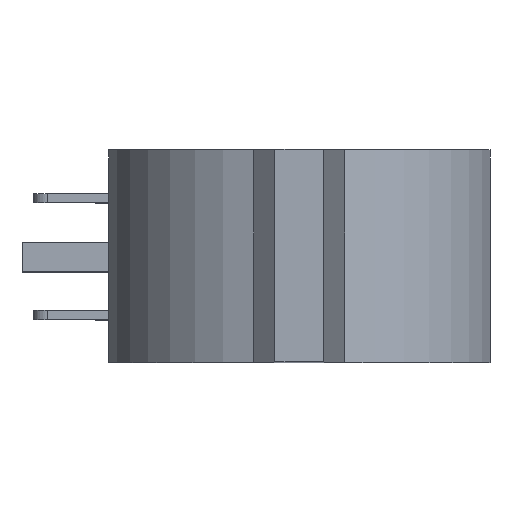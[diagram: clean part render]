
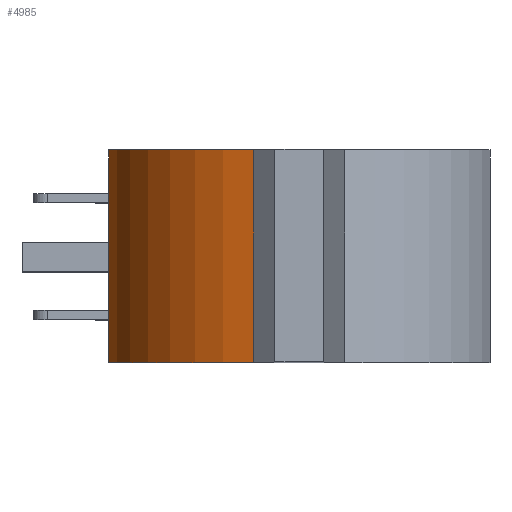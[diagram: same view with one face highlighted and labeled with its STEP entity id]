
A CAD part, top view. The second image highlights one B-rep face of the part: STEP entity #4985.
In plain terms, the highlighted cylindrical face has radius 8.43 mm (diameter 16.86 mm), a partial arc.
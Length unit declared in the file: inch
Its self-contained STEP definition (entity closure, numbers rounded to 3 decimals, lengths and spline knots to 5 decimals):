
#299=FACE_OUTER_BOUND('',#584,.T.);
#584=EDGE_LOOP('',(#3481,#3482,#3483,#3484));
#885=LINE('',#7269,#1436);
#911=LINE('',#7340,#1462);
#1436=VECTOR('',#5788,0.3937);
#1462=VECTOR('',#5862,0.3937);
#1981=CIRCLE('',#5304,0.33189);
#1983=CIRCLE('',#5307,0.33189);
#2149=VERTEX_POINT('',#7266);
#2150=VERTEX_POINT('',#7268);
#2167=VERTEX_POINT('',#7328);
#2171=VERTEX_POINT('',#7338);
#2642=EDGE_CURVE('',#2150,#2149,#885,.T.);
#2671=EDGE_CURVE('',#2167,#2150,#1981,.T.);
#2676=EDGE_CURVE('',#2149,#2171,#1983,.T.);
#2677=EDGE_CURVE('',#2167,#2171,#911,.T.);
#3481=ORIENTED_EDGE('',*,*,#2676,.T.);
#3482=ORIENTED_EDGE('',*,*,#2677,.F.);
#3483=ORIENTED_EDGE('',*,*,#2671,.T.);
#3484=ORIENTED_EDGE('',*,*,#2642,.T.);
#4883=CYLINDRICAL_SURFACE('',#5306,0.33189);
#4985=ADVANCED_FACE('',(#299),#4883,.T.);
#5304=AXIS2_PLACEMENT_3D('',#7329,#5851,#5852);
#5306=AXIS2_PLACEMENT_3D('',#7337,#5858,#5859);
#5307=AXIS2_PLACEMENT_3D('',#7339,#5860,#5861);
#5788=DIRECTION('',(0.,-1.,0.));
#5851=DIRECTION('center_axis',(0.,-1.,
0.));
#5852=DIRECTION('ref_axis',(-0.235,0.,0.972));
#5858=DIRECTION('center_axis',(0.,-1.,
0.));
#5859=DIRECTION('ref_axis',(-0.235,0.,0.972));
#5860=DIRECTION('center_axis',(0.,1.,
0.));
#5861=DIRECTION('ref_axis',(-0.235,0.,0.972));
#5862=DIRECTION('',(0.,-1.,0.));
#7266=CARTESIAN_POINT('',(-0.17791,0.30404,0.45548));
#7268=CARTESIAN_POINT('',(-0.17791,0.669,0.45533));
#7269=CARTESIAN_POINT('',(-0.17791,0.48652,0.4554));
#7328=CARTESIAN_POINT('',(0.07098,0.66912,0.7203));
#7329=CARTESIAN_POINT('Origin',(0.14894,0.66898,0.39769));
#7337=CARTESIAN_POINT('Origin',(0.14894,0.4865,0.39777));
#7338=CARTESIAN_POINT('',(0.07098,0.30416,0.72046));
#7339=CARTESIAN_POINT('Origin',(0.14894,0.30402,0.39785));
#7340=CARTESIAN_POINT('',(0.07098,0.48664,0.72038));
